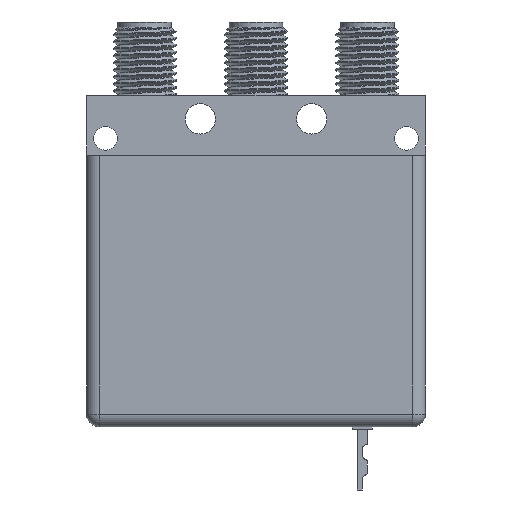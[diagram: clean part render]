
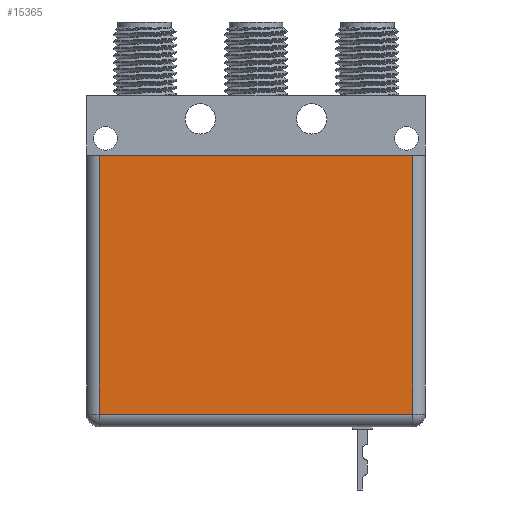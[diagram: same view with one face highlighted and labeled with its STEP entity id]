
A CAD part, front view. The second image highlights one B-rep face of the part: STEP entity #15365.
In plain terms, the highlighted planar face has unit normal (0, -1, 0).
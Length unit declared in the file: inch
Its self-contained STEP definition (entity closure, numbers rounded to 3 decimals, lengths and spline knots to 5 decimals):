
#276 = VECTOR ( 'NONE', #8637, 39.37008 ) ;
#1183 = CARTESIAN_POINT ( 'NONE',  ( -0.62, -0.26, -4.05736 ) ) ;
#1619 = CARTESIAN_POINT ( 'NONE',  ( -0.67, -0.26, -1.26 ) ) ;
#1859 = LINE ( 'NONE', #1619, #276 ) ;
#1862 = EDGE_CURVE ( 'NONE', #18241, #19390, #16940, .T. ) ;
#2650 = FACE_OUTER_BOUND ( 'NONE', #21336, .T. ) ;
#3658 = ORIENTED_EDGE ( 'NONE', *, *, #11242, .F. ) ;
#4880 = CARTESIAN_POINT ( 'NONE',  ( -0.67, -0.26, -0.23622 ) ) ;
#5015 = VECTOR ( 'NONE', #20932, 39.37008 ) ;
#5452 = DIRECTION ( 'NONE',  ( 0., 0., -1. ) ) ;
#5673 = ORIENTED_EDGE ( 'NONE', *, *, #21272, .T. ) ;
#6027 = ORIENTED_EDGE ( 'NONE', *, *, #1862, .F. ) ;
#6900 = CARTESIAN_POINT ( 'NONE',  ( 0.62, -0.26, -4.05736 ) ) ;
#7158 = PLANE ( 'NONE',  #21954 ) ;
#8450 = LINE ( 'NONE', #4880, #19334 ) ;
#8637 = DIRECTION ( 'NONE',  ( 1., 0., 0. ) ) ;
#10845 = DIRECTION ( 'NONE',  ( 0., -1., 0. ) ) ;
#11242 = EDGE_CURVE ( 'NONE', #19390, #12843, #8450, .T. ) ;
#12193 = LINE ( 'NONE', #6900, #5015 ) ;
#12843 = VERTEX_POINT ( 'NONE', #13716 ) ;
#13164 = EDGE_CURVE ( 'NONE', #14472, #12843, #12193, .T. ) ;
#13716 = CARTESIAN_POINT ( 'NONE',  ( 0.62, -0.26, -0.23622 ) ) ;
#14187 = CARTESIAN_POINT ( 'NONE',  ( -0.67, -0.26, -0.23622 ) ) ;
#14250 = ORIENTED_EDGE ( 'NONE', *, *, #13164, .T. ) ;
#14472 = VERTEX_POINT ( 'NONE', #14848 ) ;
#14848 = CARTESIAN_POINT ( 'NONE',  ( 0.62, -0.26, -1.26 ) ) ;
#15365 = ADVANCED_FACE ( 'NONE', ( #2650 ), #7158, .T. ) ;
#15472 = DIRECTION ( 'NONE',  ( 1., 0., 0. ) ) ;
#15958 = CARTESIAN_POINT ( 'NONE',  ( -0.62, -0.26, -0.23622 ) ) ;
#16940 = LINE ( 'NONE', #1183, #17160 ) ;
#17160 = VECTOR ( 'NONE', #18778, 39.37008 ) ;
#18241 = VERTEX_POINT ( 'NONE', #21689 ) ;
#18778 = DIRECTION ( 'NONE',  ( 0., 0., 1. ) ) ;
#19334 = VECTOR ( 'NONE', #15472, 39.37008 ) ;
#19390 = VERTEX_POINT ( 'NONE', #15958 ) ;
#20932 = DIRECTION ( 'NONE',  ( 0., 0., 1. ) ) ;
#21272 = EDGE_CURVE ( 'NONE', #18241, #14472, #1859, .T. ) ;
#21336 = EDGE_LOOP ( 'NONE', ( #6027, #5673, #14250, #3658 ) ) ;
#21689 = CARTESIAN_POINT ( 'NONE',  ( -0.62, -0.26, -1.26 ) ) ;
#21954 = AXIS2_PLACEMENT_3D ( 'NONE', #14187, #10845, #5452 ) ;
